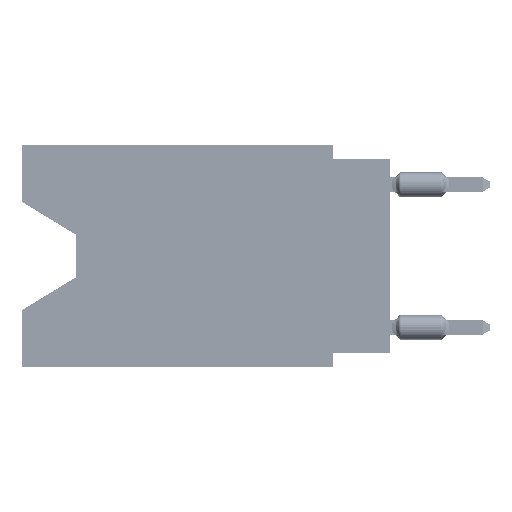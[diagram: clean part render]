
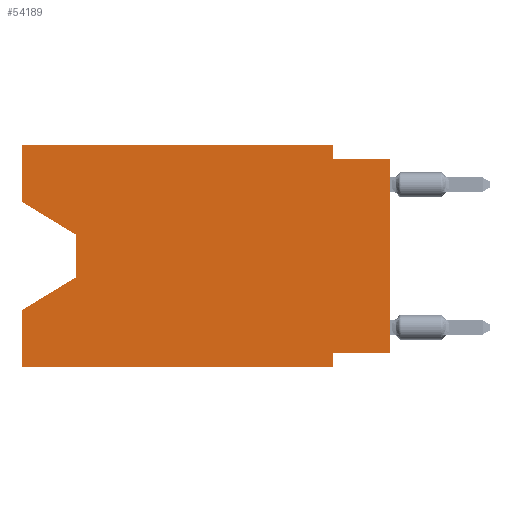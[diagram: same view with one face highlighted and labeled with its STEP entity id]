
A CAD part, left-side view. The second image highlights one B-rep face of the part: STEP entity #54189.
In plain terms, the highlighted planar face has unit normal (-1, 0, 0).
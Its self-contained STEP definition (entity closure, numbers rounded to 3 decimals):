
#76 = DIRECTION ( 'NONE',  ( 0., 0.855, -0.519 ) ) ;
#110 = EDGE_CURVE ( 'NONE', #34666, #67253, #41452, .T. ) ;
#509 = VERTEX_POINT ( 'NONE', #31274 ) ;
#1320 = LINE ( 'NONE', #23135, #24370 ) ;
#3225 = CARTESIAN_POINT ( 'NONE',  ( 0., 16.383, -2.546 ) ) ;
#5783 = CARTESIAN_POINT ( 'NONE',  ( 0., 13.97, -5.893 ) ) ;
#5806 = VERTEX_POINT ( 'NONE', #22927 ) ;
#7410 = VERTEX_POINT ( 'NONE', #56737 ) ;
#7468 = EDGE_CURVE ( 'NONE', #53233, #7410, #24207, .T. ) ;
#10016 = VERTEX_POINT ( 'NONE', #41381 ) ;
#11057 = CARTESIAN_POINT ( 'NONE',  ( 0., 16.383, 0. ) ) ;
#11174 = ORIENTED_EDGE ( 'NONE', *, *, #70010, .T. ) ;
#11743 = DIRECTION ( 'NONE',  ( 1., 0., 0. ) ) ;
#12283 = VECTOR ( 'NONE', #13834, 1000. ) ;
#12739 = ORIENTED_EDGE ( 'NONE', *, *, #48501, .F. ) ;
#13430 = VECTOR ( 'NONE', #23054, 1000. ) ;
#13827 = CARTESIAN_POINT ( 'NONE',  ( 0., 2.54, -0.635 ) ) ;
#13834 = DIRECTION ( 'NONE',  ( 0., -1., 0. ) ) ;
#19327 = LINE ( 'NONE', #3225, #44435 ) ;
#20009 = DIRECTION ( 'NONE',  ( 0., -1., 0. ) ) ;
#21629 = CARTESIAN_POINT ( 'NONE',  ( 0., 16.383, 0. ) ) ;
#21894 = LINE ( 'NONE', #5783, #34228 ) ;
#22869 = VERTEX_POINT ( 'NONE', #13827 ) ;
#22927 = CARTESIAN_POINT ( 'NONE',  ( 0., 16.383, -9.906 ) ) ;
#23054 = DIRECTION ( 'NONE',  ( 0., 0., -1. ) ) ;
#23135 = CARTESIAN_POINT ( 'NONE',  ( 0., 2.54, -9.906 ) ) ;
#23626 = ORIENTED_EDGE ( 'NONE', *, *, #51378, .T. ) ;
#24207 = LINE ( 'NONE', #46376, #62346 ) ;
#24338 = ORIENTED_EDGE ( 'NONE', *, *, #25931, .T. ) ;
#24370 = VECTOR ( 'NONE', #61000, 1000. ) ;
#24836 = VECTOR ( 'NONE', #36999, 1000. ) ;
#24860 = VECTOR ( 'NONE', #27810, 1000. ) ;
#25931 = EDGE_CURVE ( 'NONE', #10016, #509, #52599, .T. ) ;
#26187 = ORIENTED_EDGE ( 'NONE', *, *, #54901, .F. ) ;
#26644 = ORIENTED_EDGE ( 'NONE', *, *, #55551, .T. ) ;
#27143 = DIRECTION ( 'NONE',  ( 0., 0., -1. ) ) ;
#27425 = EDGE_LOOP ( 'NONE', ( #26644, #24338, #11174, #53374, #23626, #12739, #40047, #59332, #50642, #51845, #55736, #26187 ) ) ;
#27733 = CARTESIAN_POINT ( 'NONE',  ( 0., 16.383, -2.546 ) ) ;
#27810 = DIRECTION ( 'NONE',  ( 0., 0., 1. ) ) ;
#28738 = VECTOR ( 'NONE', #20009, 1000. ) ;
#30917 = LINE ( 'NONE', #52726, #24836 ) ;
#31274 = CARTESIAN_POINT ( 'NONE',  ( 0., 13.97, -5.893 ) ) ;
#32247 = CARTESIAN_POINT ( 'NONE',  ( 0., 2.54, -9.271 ) ) ;
#32723 = DIRECTION ( 'NONE',  ( 0., 0., 1. ) ) ;
#32937 = AXIS2_PLACEMENT_3D ( 'NONE', #11057, #11743, #27143 ) ;
#34228 = VECTOR ( 'NONE', #76, 1000. ) ;
#34666 = VERTEX_POINT ( 'NONE', #57593 ) ;
#35202 = LINE ( 'NONE', #39862, #13430 ) ;
#36331 = VECTOR ( 'NONE', #62934, 1000. ) ;
#36929 = CARTESIAN_POINT ( 'NONE',  ( 0., 2.54, 0. ) ) ;
#36999 = DIRECTION ( 'NONE',  ( 0., 1., 0. ) ) ;
#38205 = CARTESIAN_POINT ( 'NONE',  ( 0., 16.383, 0. ) ) ;
#39862 = CARTESIAN_POINT ( 'NONE',  ( 0., 2.54, 0. ) ) ;
#40047 = ORIENTED_EDGE ( 'NONE', *, *, #53647, .F. ) ;
#40228 = EDGE_CURVE ( 'NONE', #22869, #7410, #68161, .T. ) ;
#41381 = CARTESIAN_POINT ( 'NONE',  ( 0., 13.97, -4.013 ) ) ;
#41452 = LINE ( 'NONE', #63225, #28738 ) ;
#41604 = EDGE_CURVE ( 'NONE', #5806, #53314, #55328, .T. ) ;
#41728 = DIRECTION ( 'NONE',  ( 0., -1., 0. ) ) ;
#42079 = EDGE_CURVE ( 'NONE', #67253, #22869, #35202, .T. ) ;
#42460 = CARTESIAN_POINT ( 'NONE',  ( 0., 16.383, -7.36 ) ) ;
#43190 = VERTEX_POINT ( 'NONE', #27733 ) ;
#44431 = VERTEX_POINT ( 'NONE', #61196 ) ;
#44435 = VECTOR ( 'NONE', #57566, 1000. ) ;
#44720 = VERTEX_POINT ( 'NONE', #32247 ) ;
#46376 = CARTESIAN_POINT ( 'NONE',  ( 0., 0., 0. ) ) ;
#48445 = LINE ( 'NONE', #21629, #52356 ) ;
#48501 = EDGE_CURVE ( 'NONE', #44720, #44431, #1320, .T. ) ;
#49657 = FACE_OUTER_BOUND ( 'NONE', #27425, .T. ) ;
#50642 = ORIENTED_EDGE ( 'NONE', *, *, #40228, .F. ) ;
#51378 = EDGE_CURVE ( 'NONE', #5806, #44431, #62789, .T. ) ;
#51845 = ORIENTED_EDGE ( 'NONE', *, *, #42079, .F. ) ;
#52356 = VECTOR ( 'NONE', #32723, 1000. ) ;
#52451 = CARTESIAN_POINT ( 'NONE',  ( 0., 16.383, -9.906 ) ) ;
#52599 = LINE ( 'NONE', #58311, #36331 ) ;
#52726 = CARTESIAN_POINT ( 'NONE',  ( 0., 0., -9.271 ) ) ;
#53233 = VERTEX_POINT ( 'NONE', #59922 ) ;
#53314 = VERTEX_POINT ( 'NONE', #42460 ) ;
#53374 = ORIENTED_EDGE ( 'NONE', *, *, #41604, .F. ) ;
#53647 = EDGE_CURVE ( 'NONE', #53233, #44720, #30917, .T. ) ;
#54189 = ADVANCED_FACE ( 'NONE', ( #49657 ), #60694, .F. ) ;
#54901 = EDGE_CURVE ( 'NONE', #43190, #34666, #48445, .T. ) ;
#55328 = LINE ( 'NONE', #38205, #24860 ) ;
#55537 = VECTOR ( 'NONE', #41728, 1000. ) ;
#55551 = EDGE_CURVE ( 'NONE', #43190, #10016, #19327, .T. ) ;
#55736 = ORIENTED_EDGE ( 'NONE', *, *, #110, .F. ) ;
#56737 = CARTESIAN_POINT ( 'NONE',  ( 0., 0., -0.635 ) ) ;
#57088 = CARTESIAN_POINT ( 'NONE',  ( 0., 0., -0.635 ) ) ;
#57566 = DIRECTION ( 'NONE',  ( 0., -0.855, -0.519 ) ) ;
#57593 = CARTESIAN_POINT ( 'NONE',  ( 0., 16.383, 0. ) ) ;
#58311 = CARTESIAN_POINT ( 'NONE',  ( 0., 13.97, -4.013 ) ) ;
#59332 = ORIENTED_EDGE ( 'NONE', *, *, #7468, .T. ) ;
#59922 = CARTESIAN_POINT ( 'NONE',  ( 0., 0., -9.271 ) ) ;
#60694 = PLANE ( 'NONE',  #32937 ) ;
#61000 = DIRECTION ( 'NONE',  ( 0., 0., -1. ) ) ;
#61196 = CARTESIAN_POINT ( 'NONE',  ( 0., 2.54, -9.906 ) ) ;
#62346 = VECTOR ( 'NONE', #68159, 1000. ) ;
#62789 = LINE ( 'NONE', #52451, #12283 ) ;
#62934 = DIRECTION ( 'NONE',  ( 0., 0., -1. ) ) ;
#63225 = CARTESIAN_POINT ( 'NONE',  ( 0., 16.383, 0. ) ) ;
#67253 = VERTEX_POINT ( 'NONE', #36929 ) ;
#68159 = DIRECTION ( 'NONE',  ( 0., 0., 1. ) ) ;
#68161 = LINE ( 'NONE', #57088, #55537 ) ;
#70010 = EDGE_CURVE ( 'NONE', #509, #53314, #21894, .T. ) ;
